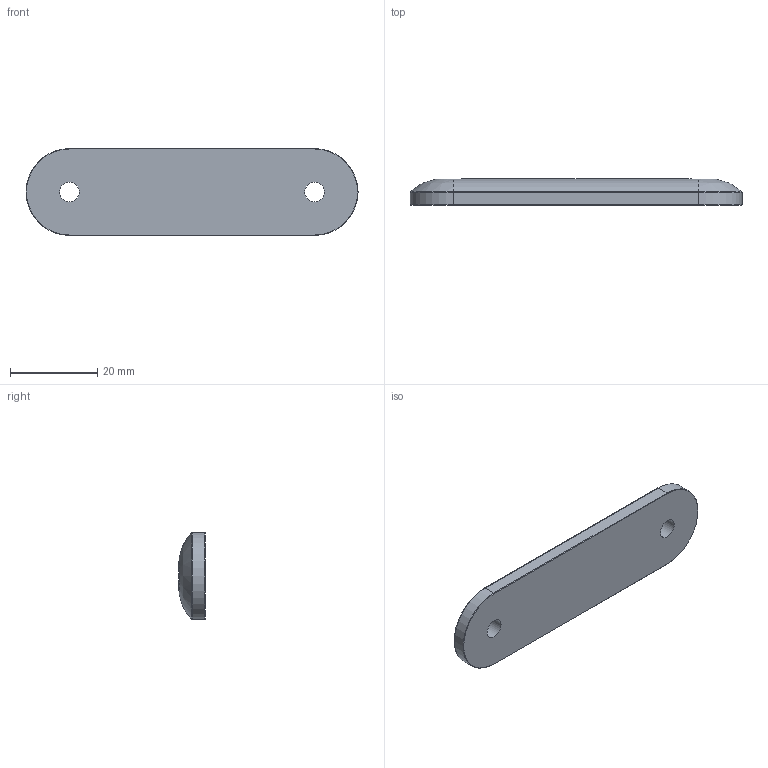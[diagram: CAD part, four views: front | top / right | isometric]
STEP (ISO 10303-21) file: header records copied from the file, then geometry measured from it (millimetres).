
FILE_DESCRIPTION(/* description */ (''),/* implementation_level */ '2;1');
FILE_NAME(/* name */ 'rear-brace.step',/* time_stamp */ '2025-09-26T14:23:33-04:00',/* author */ (''),/* organization */ (''),/* preprocessor_version */ 'ST-DEVELOPER v20.1',/* originating_system */ 'Autodesk Translation Framework v14.17.0.0',/* authorisation */ '');
FILE_SCHEMA (('AUTOMOTIVE_DESIGN { 1 0 10303 214 3 1 1 }'));
Length unit declared in the file: millimetre
Products named in the file (1): rear-brace
Bounding box: 76 x 6 x 19.9 mm (x, y, z)
Volume: 7214.2 mm3; surface area: 3625.5 mm2
Topology: 1 solids, 1 shells, 28 faces, 62 edges, 36 vertices
Faces by surface type: plane 12, cylinder 8, cone 6, bspline 2
Full cylindrical faces by diameter (mm): 4.5 x2, 8 x2
Entity records: 845 total; most frequent: CARTESIAN_POINT 183, DIRECTION 138, ORIENTED_EDGE 124, EDGE_CURVE 62, AXIS2_PLACEMENT_3D 53, VERTEX_POINT 36, EDGE_LOOP 32, LINE 32
